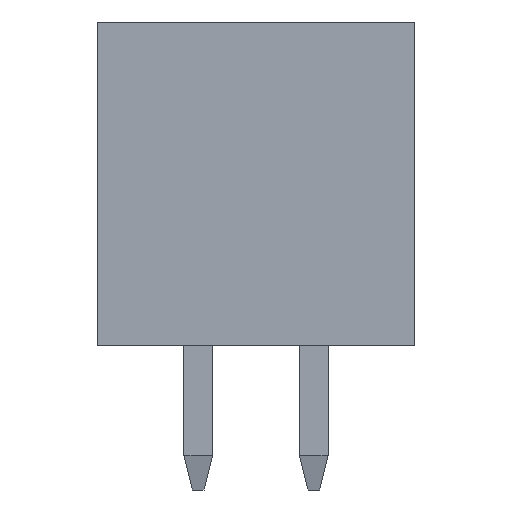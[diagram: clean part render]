
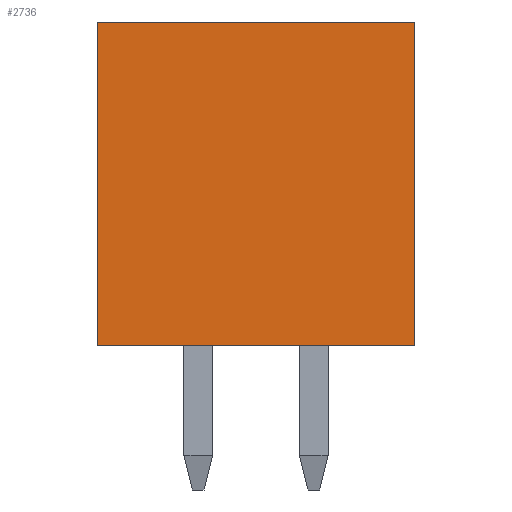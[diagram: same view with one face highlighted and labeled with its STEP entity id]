
A CAD part, left-side view. The second image highlights one B-rep face of the part: STEP entity #2736.
In plain terms, the highlighted planar face has unit normal (-1, 0, 0).
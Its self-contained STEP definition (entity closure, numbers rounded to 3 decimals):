
#425=ORIENTED_EDGE('',*,*,#1013,.F.);
#426=ORIENTED_EDGE('',*,*,#855,.F.);
#427=ORIENTED_EDGE('',*,*,#888,.T.);
#428=ORIENTED_EDGE('',*,*,#1092,.T.);
#855=EDGE_CURVE('',#1239,#1240,#1491,.T.);
#888=EDGE_CURVE('',#1239,#1271,#1524,.T.);
#1013=EDGE_CURVE('',#1240,#1369,#1649,.T.);
#1092=EDGE_CURVE('',#1271,#1369,#1728,.T.);
#1239=VERTEX_POINT('',#3729);
#1240=VERTEX_POINT('',#3731);
#1271=VERTEX_POINT('',#3795);
#1369=VERTEX_POINT('',#4037);
#1491=LINE('',#3730,#1875);
#1524=LINE('',#3796,#1908);
#1649=LINE('',#4036,#2033);
#1728=LINE('',#4193,#2112);
#1875=VECTOR('',#3028,1000.);
#1908=VECTOR('',#3063,1000.);
#2033=VECTOR('',#3224,1000.);
#2112=VECTOR('',#3353,1000.);
#2294=EDGE_LOOP('',(#425,#426,#427,#428));
#2452=FACE_BOUND('',#2294,.T.);
#2599=PLANE('',#2900);
#2736=ADVANCED_FACE('',(#2452),#2599,.T.);
#2900=AXIS2_PLACEMENT_3D('',#4201,#3358,#3359);
#3028=DIRECTION('',(0.,1.,0.));
#3063=DIRECTION('',(0.,0.,1.));
#3224=DIRECTION('',(0.,0.,1.));
#3353=DIRECTION('',(0.,1.,0.));
#3358=DIRECTION('',(-1.,0.,0.));
#3359=DIRECTION('',(0.,0.,1.));
#3729=CARTESIAN_POINT('',(-8.6,-2.75,-2.8));
#3730=CARTESIAN_POINT('',(-8.6,-2.75,-2.8));
#3731=CARTESIAN_POINT('',(-8.6,2.75,-2.8));
#3795=CARTESIAN_POINT('',(-8.6,-2.75,2.8));
#3796=CARTESIAN_POINT('',(-8.6,-2.75,-2.8));
#4036=CARTESIAN_POINT('',(-8.6,2.75,-2.8));
#4037=CARTESIAN_POINT('',(-8.6,2.75,2.8));
#4193=CARTESIAN_POINT('',(-8.6,-2.75,2.8));
#4201=CARTESIAN_POINT('',(-8.6,-2.75,-2.8));
